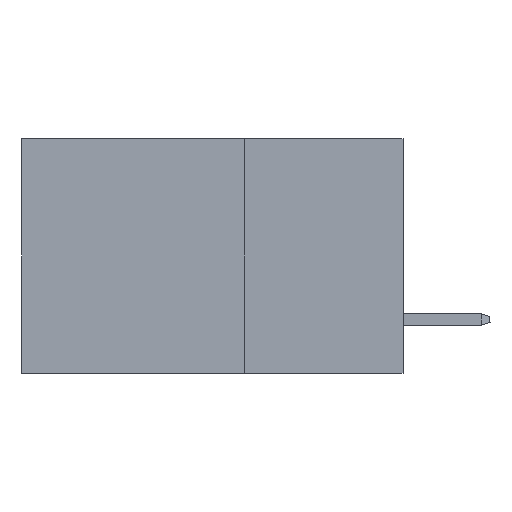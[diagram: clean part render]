
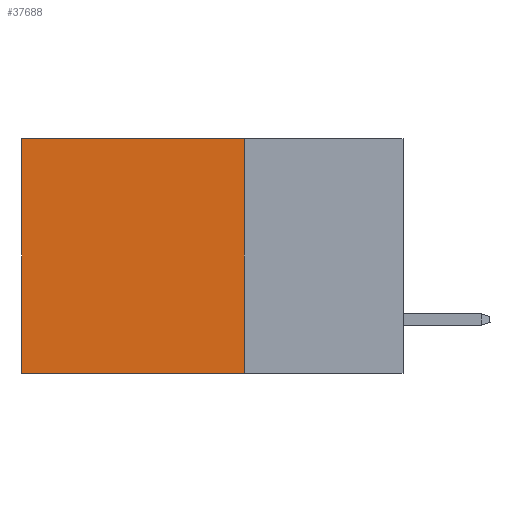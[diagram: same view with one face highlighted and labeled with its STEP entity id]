
A CAD part, left-side view. The second image highlights one B-rep face of the part: STEP entity #37688.
In plain terms, the highlighted planar face has unit normal (-1, 0, 0).
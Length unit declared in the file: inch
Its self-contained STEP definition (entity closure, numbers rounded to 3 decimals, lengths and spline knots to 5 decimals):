
#558 = VERTEX_POINT ( 'NONE', #21820 ) ;
#780 = VECTOR ( 'NONE', #43937, 39.37008 ) ;
#1759 = DIRECTION ( 'NONE',  ( 0., 0., -1. ) ) ;
#1997 = CARTESIAN_POINT ( 'NONE',  ( 0.2875, 0.25, 0. ) ) ;
#2202 = DIRECTION ( 'NONE',  ( 1., 0., 0. ) ) ;
#3702 = DIRECTION ( 'NONE',  ( 0., 0., -1. ) ) ;
#5099 = ORIENTED_EDGE ( 'NONE', *, *, #20648, .F. ) ;
#5525 = VECTOR ( 'NONE', #37758, 39.37008 ) ;
#5895 = CARTESIAN_POINT ( 'NONE',  ( 0.2875, 0.25, 0. ) ) ;
#6888 = LINE ( 'NONE', #17640, #10119 ) ;
#9771 = PLANE ( 'NONE',  #19692 ) ;
#9963 = EDGE_CURVE ( 'NONE', #28433, #30551, #41668, .T. ) ;
#10119 = VECTOR ( 'NONE', #28176, 39.37008 ) ;
#14860 = EDGE_CURVE ( 'NONE', #31023, #558, #6888, .T. ) ;
#15404 = VECTOR ( 'NONE', #3702, 39.37008 ) ;
#17640 = CARTESIAN_POINT ( 'NONE',  ( 0.2875, 0.25, -0.37 ) ) ;
#17675 = EDGE_CURVE ( 'NONE', #30551, #558, #42211, .T. ) ;
#17780 = ORIENTED_EDGE ( 'NONE', *, *, #14860, .F. ) ;
#19692 = AXIS2_PLACEMENT_3D ( 'NONE', #5895, #2202, #1759 ) ;
#20648 = EDGE_CURVE ( 'NONE', #28433, #31023, #36810, .T. ) ;
#21820 = CARTESIAN_POINT ( 'NONE',  ( 0.2875, 0.6, -0.37 ) ) ;
#22881 = ORIENTED_EDGE ( 'NONE', *, *, #17675, .T. ) ;
#23372 = CARTESIAN_POINT ( 'NONE',  ( 0.2875, 0.25, 0. ) ) ;
#28176 = DIRECTION ( 'NONE',  ( 0., 1., 0. ) ) ;
#28221 = CARTESIAN_POINT ( 'NONE',  ( 0.2875, 0.6, 0. ) ) ;
#28433 = VERTEX_POINT ( 'NONE', #34139 ) ;
#30551 = VERTEX_POINT ( 'NONE', #31047 ) ;
#31023 = VERTEX_POINT ( 'NONE', #38582 ) ;
#31047 = CARTESIAN_POINT ( 'NONE',  ( 0.2875, 0.6, 0. ) ) ;
#32044 = ORIENTED_EDGE ( 'NONE', *, *, #9963, .T. ) ;
#34139 = CARTESIAN_POINT ( 'NONE',  ( 0.2875, 0.25, 0. ) ) ;
#36810 = LINE ( 'NONE', #1997, #780 ) ;
#37688 = ADVANCED_FACE ( 'NONE', ( #41150 ), #9771, .F. ) ;
#37758 = DIRECTION ( 'NONE',  ( 0., 1., 0. ) ) ;
#38582 = CARTESIAN_POINT ( 'NONE',  ( 0.2875, 0.25, -0.37 ) ) ;
#41150 = FACE_OUTER_BOUND ( 'NONE', #41928, .T. ) ;
#41668 = LINE ( 'NONE', #23372, #5525 ) ;
#41928 = EDGE_LOOP ( 'NONE', ( #22881, #17780, #5099, #32044 ) ) ;
#42211 = LINE ( 'NONE', #28221, #15404 ) ;
#43937 = DIRECTION ( 'NONE',  ( 0., 0., -1. ) ) ;
